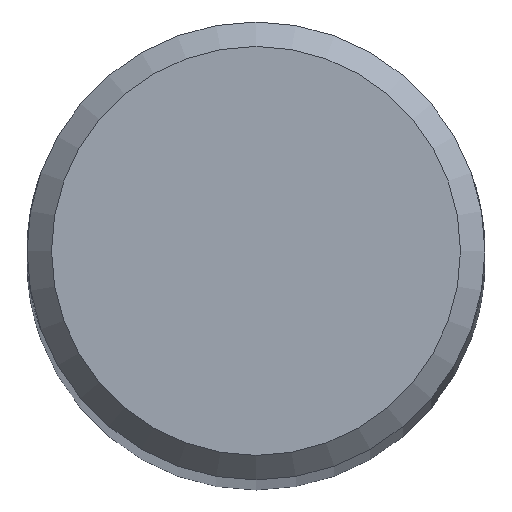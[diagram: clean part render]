
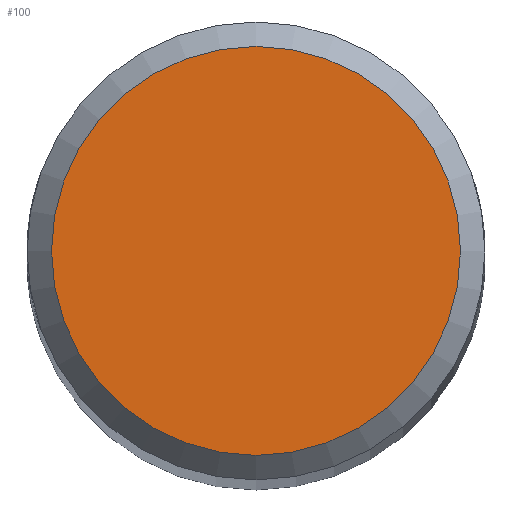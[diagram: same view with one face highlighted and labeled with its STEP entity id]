
A CAD part, top view. The second image highlights one B-rep face of the part: STEP entity #100.
In plain terms, the highlighted planar face has unit normal (0, 0, 1).
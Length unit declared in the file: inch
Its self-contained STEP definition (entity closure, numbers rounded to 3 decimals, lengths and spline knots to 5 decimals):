
#16=PLANE('',#113);
#20=CIRCLE('',#112,0.0835);
#38=FACE_OUTER_BOUND('',#54,.T.);
#54=EDGE_LOOP('',(#90));
#66=VERTEX_POINT('',#291);
#74=EDGE_CURVE('',#66,#66,#20,.T.);
#90=ORIENTED_EDGE('',*,*,#74,.F.);
#100=ADVANCED_FACE('',(#38),#16,.F.);
#112=AXIS2_PLACEMENT_3D('',#292,#134,#135);
#113=AXIS2_PLACEMENT_3D('',#293,#136,#137);
#134=DIRECTION('center_axis',(0.,0.,-1.));
#135=DIRECTION('ref_axis',(-1.,0.,0.));
#136=DIRECTION('center_axis',(0.,0.,-1.));
#137=DIRECTION('ref_axis',(-1.,0.,0.));
#291=CARTESIAN_POINT('',(0.0835,0.,1.185));
#292=CARTESIAN_POINT('Origin',(0.,0.,1.185));
#293=CARTESIAN_POINT('Origin',(0.,0.,1.185));
